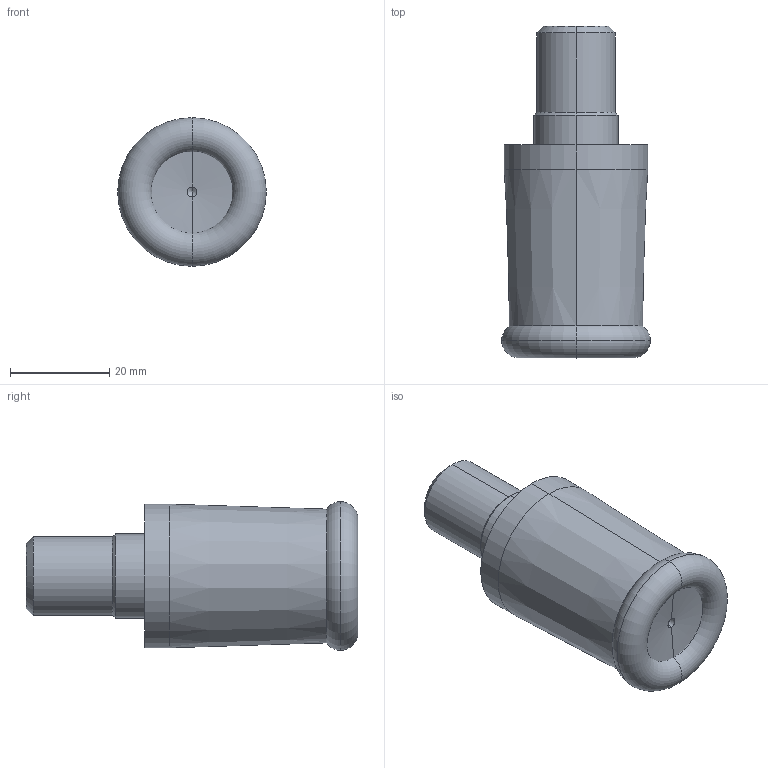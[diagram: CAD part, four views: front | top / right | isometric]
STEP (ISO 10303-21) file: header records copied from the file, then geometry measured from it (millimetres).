
FILE_DESCRIPTION (( 'STEP AP203' ), '1' );
FILE_NAME ('S809-30-43-05-72-.STEP', '2019-04-05T07:42:15', ( '' ), ( '' ), 'SwSTEP 2.0', 'SolidWorks 2018', '' );
FILE_SCHEMA (( 'CONFIG_CONTROL_DESIGN' ));
Length unit declared in the file: millimetre
Products named in the file (1): S809-30-43-05-72-
Bounding box: 30 x 67 x 30 mm (x, y, z)
Volume: 33278 mm3; surface area: 7794.5 mm2
Topology: 2 solids, 2 shells, 42 faces, 86 edges, 44 vertices
Faces by surface type: bspline 14, cone 12, cylinder 10, torus 4, plane 2
Entity records: 1303 total; most frequent: CARTESIAN_POINT 379, DIRECTION 200, ORIENTED_EDGE 164, AXIS2_PLACEMENT_3D 89, EDGE_CURVE 82, CIRCLE 60, EDGE_LOOP 44, VERTEX_POINT 44
